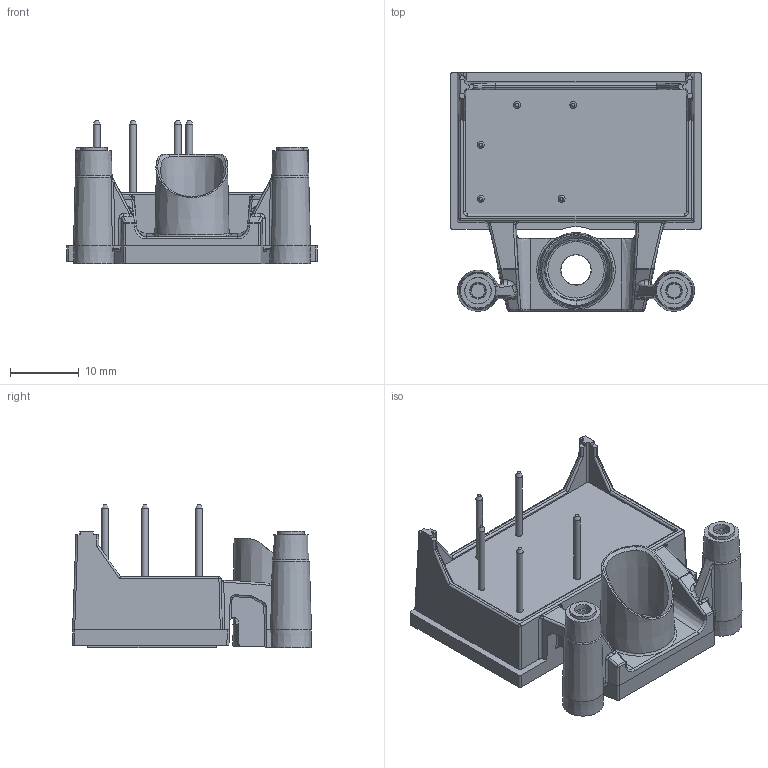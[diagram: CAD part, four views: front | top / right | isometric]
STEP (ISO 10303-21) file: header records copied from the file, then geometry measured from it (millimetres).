
FILE_DESCRIPTION(/* description */ ('Unknown'),/* implementation_level */ '2;1');
FILE_NAME(/* name */ 'FLOW0B-2T17W-M980(050)-01-OL',/* time_stamp */ '2020-04-02T11:38:28+02:00',/* author */ ('Unknown'),/* organization */ ('Unknown'),/* preprocessor_version */ 'ST-DEVELOPER v16.7',/* originating_system */ 'Solid Edge',/* authorisation */ 'Unknown');
FILE_SCHEMA (('AUTOMOTIVE_DESIGN {1 0 10303 214 3 1 1}'));
Length unit declared in the file: millimetre
Products named in the file (1): FLOW0B-2T17W-M980(090)-01-OL
Bounding box: 36.6 x 34.85 x 20.98 mm (x, y, z)
Volume: 9364.9 mm3; surface area: 5886.2 mm2
Topology: 1 solids, 1 shells, 419 faces, 1069 edges, 671 vertices
Faces by surface type: plane 169, cylinder 132, bspline 68, cone 34, sphere 10, torus 6
Full cylindrical faces by diameter (mm): 1 x5
Entity records: 15562 total; most frequent: CARTESIAN_POINT 5808, ORIENTED_EDGE 2042, DIRECTION 1951, EDGE_CURVE 1021, AXIS2_PLACEMENT_3D 716, VERTEX_POINT 660, LINE 519, VECTOR 519
